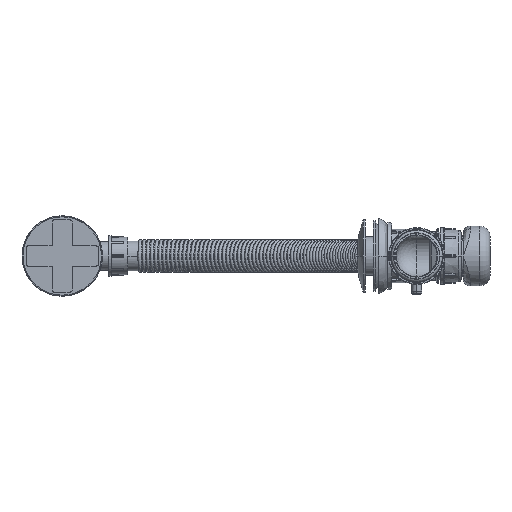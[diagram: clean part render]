
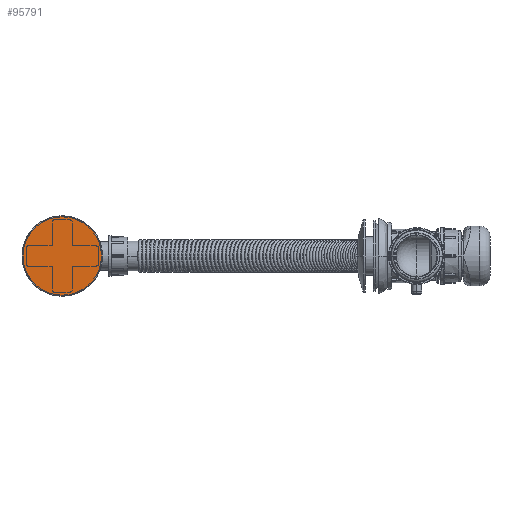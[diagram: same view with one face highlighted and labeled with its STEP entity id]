
A CAD part, left-side view. The second image highlights one B-rep face of the part: STEP entity #95791.
In plain terms, the highlighted face is planar.
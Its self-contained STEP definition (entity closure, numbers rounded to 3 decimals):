
#2658 = VERTEX_POINT ( 'NONE', #67499 ) ;
#4435 = EDGE_CURVE ( 'NONE', #2658, #27847, #88970, .T. ) ;
#17700 = DIRECTION ( 'NONE',  ( 0., 1., 0. ) ) ;
#21916 = EDGE_LOOP ( 'NONE', ( #87218, #89893 ) ) ;
#27847 = VERTEX_POINT ( 'NONE', #72742 ) ;
#31769 = DIRECTION ( 'NONE',  ( 0., 0., 1. ) ) ;
#47205 = CARTESIAN_POINT ( 'NONE',  ( 0., 8.3, 0. ) ) ;
#48461 = CIRCLE ( 'NONE', #103790, 38.5 ) ;
#60726 = AXIS2_PLACEMENT_3D ( 'NONE', #80017, #99900, #70379 ) ;
#62307 = AXIS2_PLACEMENT_3D ( 'NONE', #47205, #17700, #104965 ) ;
#67499 = CARTESIAN_POINT ( 'NONE',  ( 0., 8.3, -38.5 ) ) ;
#69762 = FACE_OUTER_BOUND ( 'NONE', #21916, .T. ) ;
#70379 = DIRECTION ( 'NONE',  ( 0., 0., 1. ) ) ;
#72742 = CARTESIAN_POINT ( 'NONE',  ( 0., 8.3, 38.5 ) ) ;
#79275 = DIRECTION ( 'NONE',  ( 0., 1., 0. ) ) ;
#80017 = CARTESIAN_POINT ( 'NONE',  ( 0., 8.3, 0. ) ) ;
#80628 = PLANE ( 'NONE',  #60726 ) ;
#87218 = ORIENTED_EDGE ( 'NONE', *, *, #90958, .T. ) ;
#88970 = CIRCLE ( 'NONE', #62307, 38.5 ) ;
#89893 = ORIENTED_EDGE ( 'NONE', *, *, #4435, .T. ) ;
#90754 = CARTESIAN_POINT ( 'NONE',  ( 0., 8.3, 0. ) ) ;
#90958 = EDGE_CURVE ( 'NONE', #27847, #2658, #48461, .T. ) ;
#95791 = ADVANCED_FACE ( 'NONE', ( #69762 ), #80628, .T. ) ;
#99900 = DIRECTION ( 'NONE',  ( 0., 1., 0. ) ) ;
#103790 = AXIS2_PLACEMENT_3D ( 'NONE', #90754, #79275, #31769 ) ;
#104965 = DIRECTION ( 'NONE',  ( 0., 0., 1. ) ) ;
